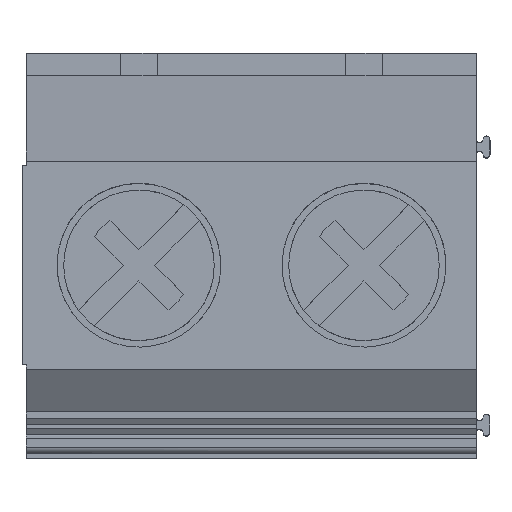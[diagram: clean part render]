
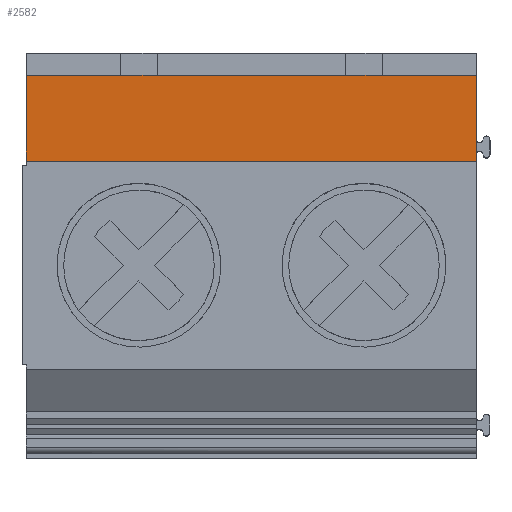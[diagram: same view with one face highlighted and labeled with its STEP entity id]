
A CAD part, top view. The second image highlights one B-rep face of the part: STEP entity #2582.
In plain terms, the highlighted planar face has unit normal (0, 0.961, 0.276).
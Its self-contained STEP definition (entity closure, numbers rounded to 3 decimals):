
#2539=AXIS2_PLACEMENT_3D('Plane Axis2P3D',#2536,#2537,#2538) ;
#1398=CARTESIAN_POINT('Vertex',(20.52,17.3,18.099)) ;
#1401=CARTESIAN_POINT('Line Origine',(20.52,15.35,24.9)) ;
#1405=CARTESIAN_POINT('Vertex',(20.52,13.4,31.7)) ;
#1864=CARTESIAN_POINT('Vertex',(0.2,13.4,31.7)) ;
#1867=CARTESIAN_POINT('Line Origine',(0.2,15.35,24.9)) ;
#1871=CARTESIAN_POINT('Vertex',(0.2,17.3,18.099)) ;
#2521=CARTESIAN_POINT('Vertex',(16.265,17.3,18.099)) ;
#2524=CARTESIAN_POINT('Line Origine',(18.392,17.3,18.099)) ;
#2536=CARTESIAN_POINT('Axis2P3D Location',(0.2,13.4,31.7)) ;
#2541=CARTESIAN_POINT('Line Origine',(15.44,17.3,18.099)) ;
#2545=CARTESIAN_POINT('Vertex',(14.615,17.3,18.099)) ;
#2548=CARTESIAN_POINT('Line Origine',(10.36,17.3,18.099)) ;
#2552=CARTESIAN_POINT('Vertex',(6.105,17.3,18.099)) ;
#2555=CARTESIAN_POINT('Line Origine',(5.28,17.3,18.099)) ;
#2559=CARTESIAN_POINT('Vertex',(4.455,17.3,18.099)) ;
#2562=CARTESIAN_POINT('Line Origine',(2.328,17.3,18.099)) ;
#2567=CARTESIAN_POINT('Line Origine',(10.36,13.4,31.7)) ;
#1402=DIRECTION('Vector Direction',(0.,0.276,-0.961)) ;
#1868=DIRECTION('Vector Direction',(0.,0.276,-0.961)) ;
#2525=DIRECTION('Vector Direction',(1.,0.,0.)) ;
#2537=DIRECTION('Axis2P3D Direction',(0.,-0.961,-0.276)) ;
#2538=DIRECTION('Axis2P3D XDirection',(0.,0.276,-0.961)) ;
#2542=DIRECTION('Vector Direction',(-1.,0.,0.)) ;
#2549=DIRECTION('Vector Direction',(1.,0.,0.)) ;
#2556=DIRECTION('Vector Direction',(-1.,0.,0.)) ;
#2563=DIRECTION('Vector Direction',(1.,0.,0.)) ;
#2568=DIRECTION('Vector Direction',(1.,0.,0.)) ;
#1403=VECTOR('Line Direction',#1402,1.) ;
#1869=VECTOR('Line Direction',#1868,1.) ;
#2526=VECTOR('Line Direction',#2525,1.) ;
#2543=VECTOR('Line Direction',#2542,1.) ;
#2550=VECTOR('Line Direction',#2549,1.) ;
#2557=VECTOR('Line Direction',#2556,1.) ;
#2564=VECTOR('Line Direction',#2563,1.) ;
#2569=VECTOR('Line Direction',#2568,1.) ;
#2573=ORIENTED_EDGE('',*,*,#1407,.T.) ;
#2574=ORIENTED_EDGE('',*,*,#2528,.F.) ;
#2575=ORIENTED_EDGE('',*,*,#2547,.F.) ;
#2576=ORIENTED_EDGE('',*,*,#2554,.F.) ;
#2577=ORIENTED_EDGE('',*,*,#2561,.F.) ;
#2578=ORIENTED_EDGE('',*,*,#2566,.F.) ;
#2579=ORIENTED_EDGE('',*,*,#1873,.F.) ;
#2580=ORIENTED_EDGE('',*,*,#2571,.T.) ;
#2582=ADVANCED_FACE('2 pole',(#2581),#2540,.F.) ;
#1407=EDGE_CURVE('',#1406,#1399,#1404,.T.) ;
#1873=EDGE_CURVE('',#1865,#1872,#1870,.T.) ;
#2528=EDGE_CURVE('',#2522,#1399,#2527,.T.) ;
#2547=EDGE_CURVE('',#2546,#2522,#2544,.F.) ;
#2554=EDGE_CURVE('',#2553,#2546,#2551,.T.) ;
#2561=EDGE_CURVE('',#2560,#2553,#2558,.F.) ;
#2566=EDGE_CURVE('',#1872,#2560,#2565,.T.) ;
#2571=EDGE_CURVE('',#1865,#1406,#2570,.T.) ;
#2572=EDGE_LOOP('',(#2573,#2574,#2575,#2576,#2577,#2578,#2579,#2580)) ;
#2581=FACE_OUTER_BOUND('',#2572,.T.) ;
#1404=LINE('Line',#1401,#1403) ;
#1870=LINE('Line',#1867,#1869) ;
#2527=LINE('Line',#2524,#2526) ;
#2544=LINE('Line',#2541,#2543) ;
#2551=LINE('Line',#2548,#2550) ;
#2558=LINE('Line',#2555,#2557) ;
#2565=LINE('Line',#2562,#2564) ;
#2570=LINE('Line',#2567,#2569) ;
#2540=PLANE('',#2539) ;
#1399=VERTEX_POINT('',#1398) ;
#1406=VERTEX_POINT('',#1405) ;
#1865=VERTEX_POINT('',#1864) ;
#1872=VERTEX_POINT('',#1871) ;
#2522=VERTEX_POINT('',#2521) ;
#2546=VERTEX_POINT('',#2545) ;
#2553=VERTEX_POINT('',#2552) ;
#2560=VERTEX_POINT('',#2559) ;
